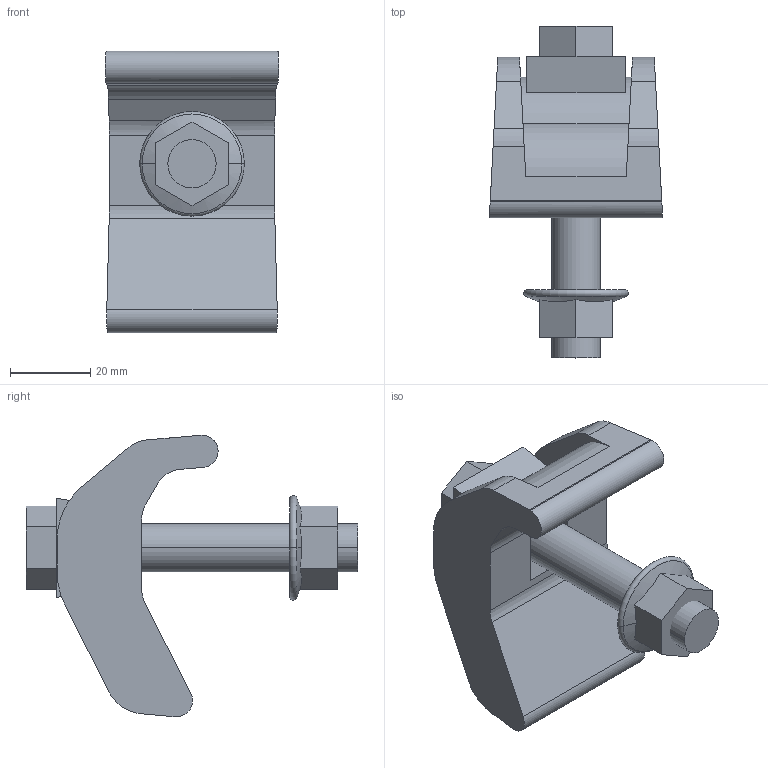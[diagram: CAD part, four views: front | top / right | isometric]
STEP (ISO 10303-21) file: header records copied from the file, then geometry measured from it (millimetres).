
FILE_DESCRIPTION (( 'STEP AP214' ), '1' );
FILE_NAME ('6355798.STP', '2018-12-15T10:22:18', ( '' ), ( '' ), 'SwSTEP 2.0', 'SolidWorks 2018', '' );
FILE_SCHEMA (( 'AUTOMOTIVE_DESIGN' ));
Length unit declared in the file: millimetre
Products named in the file (5): 6355798; 009382_Hexagon Flange Nut DIN 6923 - M12 - C; KTS 03.002-103_Standard; 043520_ISO 4014 - M12 x 75; KTS 03.002-104_Standard
Assembly tree (4 placements, depth 2):
  6355798
    KTS 03.002-103_Standard
    043520_ISO 4014 - M12 x 75
    009382_Hexagon Flange Nut DIN 6923 - M12 - C
    KTS 03.002-104_Standard
Bounding box: 43.08 x 82.5 x 70 mm (x, y, z)
Volume: 54634.1 mm3; surface area: 19725.2 mm2
Topology: 4 solids, 4 shells, 71 faces, 184 edges, 122 vertices
Faces by surface type: plane 44, cylinder 23, cone 2, torus 2
Entity records: 2474 total; most frequent: CARTESIAN_POINT 628, ORIENTED_EDGE 368, DIRECTION 316, EDGE_CURVE 184, VERTEX_POINT 122, VECTOR 120, LINE 120, AXIS2_PLACEMENT_3D 98
